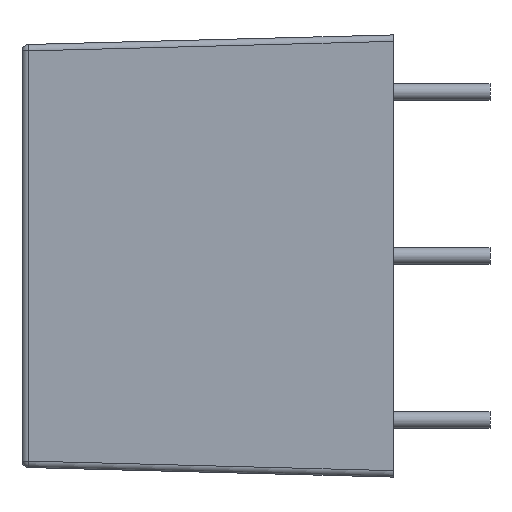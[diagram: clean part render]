
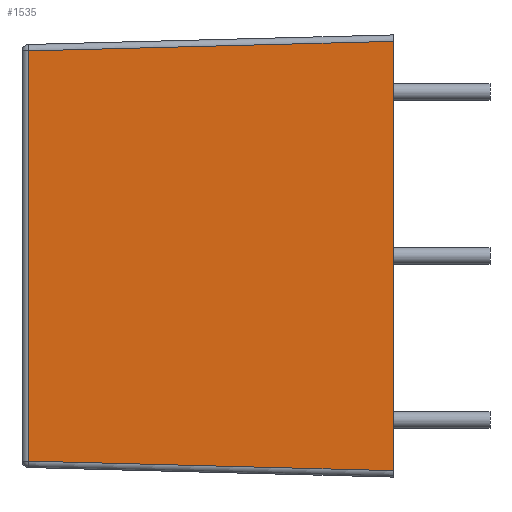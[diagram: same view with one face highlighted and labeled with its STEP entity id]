
A CAD part, left-side view. The second image highlights one B-rep face of the part: STEP entity #1535.
In plain terms, the highlighted planar face has unit normal (-1, 0.026, 0).
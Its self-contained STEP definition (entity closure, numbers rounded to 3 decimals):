
#32 = LINE ( 'NONE', #3608, #2871 ) ;
#172 = VECTOR ( 'NONE', #1566, 1000. ) ;
#439 = AXIS2_PLACEMENT_3D ( 'NONE', #6309, #5190, #1617 ) ;
#475 = FACE_OUTER_BOUND ( 'NONE', #4268, .T. ) ;
#998 = DIRECTION ( 'NONE',  ( 0., 0., 1. ) ) ;
#1028 = VECTOR ( 'NONE', #4330, 1000. ) ;
#1048 = VERTEX_POINT ( 'NONE', #1078 ) ;
#1078 = CARTESIAN_POINT ( 'NONE',  ( -25.658, 22.61, -12.708 ) ) ;
#1282 = DIRECTION ( 'NONE',  ( 0.026, 0.999, -0.026 ) ) ;
#1535 = ADVANCED_FACE ( 'NONE', ( #475 ), #3941, .T. ) ;
#1566 = DIRECTION ( 'NONE',  ( 0., 0., -1. ) ) ;
#1617 = DIRECTION ( 'NONE',  ( 0., 0., 1. ) ) ;
#1860 = CARTESIAN_POINT ( 'NONE',  ( -25.658, 22.61, 12.708 ) ) ;
#1964 = CARTESIAN_POINT ( 'NONE',  ( -26.25, -0.01, -13.3 ) ) ;
#2447 = EDGE_CURVE ( 'NONE', #4170, #7095, #32, .T. ) ;
#2715 = VECTOR ( 'NONE', #998, 1000. ) ;
#2730 = LINE ( 'NONE', #7428, #172 ) ;
#2871 = VECTOR ( 'NONE', #1282, 1000. ) ;
#3272 = ORIENTED_EDGE ( 'NONE', *, *, #3698, .T. ) ;
#3321 = ORIENTED_EDGE ( 'NONE', *, *, #7676, .T. ) ;
#3460 = CARTESIAN_POINT ( 'NONE',  ( -26.25, 0., 13.3 ) ) ;
#3608 = CARTESIAN_POINT ( 'NONE',  ( -26.232, 0.706, 13.282 ) ) ;
#3650 = ORIENTED_EDGE ( 'NONE', *, *, #6824, .T. ) ;
#3655 = VERTEX_POINT ( 'NONE', #5375 ) ;
#3698 = EDGE_CURVE ( 'NONE', #1048, #3655, #3734, .T. ) ;
#3734 = LINE ( 'NONE', #1964, #1028 ) ;
#3941 = PLANE ( 'NONE',  #439 ) ;
#4170 = VERTEX_POINT ( 'NONE', #3460 ) ;
#4268 = EDGE_LOOP ( 'NONE', ( #3321, #5947, #3650, #3272 ) ) ;
#4330 = DIRECTION ( 'NONE',  ( -0.026, -0.999, -0.026 ) ) ;
#4653 = LINE ( 'NONE', #7484, #2715 ) ;
#5190 = DIRECTION ( 'NONE',  ( -1., 0.026, 0. ) ) ;
#5375 = CARTESIAN_POINT ( 'NONE',  ( -26.25, 0., -13.3 ) ) ;
#5947 = ORIENTED_EDGE ( 'NONE', *, *, #2447, .T. ) ;
#6309 = CARTESIAN_POINT ( 'NONE',  ( -26.25, 0., -13.7 ) ) ;
#6824 = EDGE_CURVE ( 'NONE', #7095, #1048, #2730, .T. ) ;
#7095 = VERTEX_POINT ( 'NONE', #1860 ) ;
#7428 = CARTESIAN_POINT ( 'NONE',  ( -25.658, 22.61, -13.098 ) ) ;
#7484 = CARTESIAN_POINT ( 'NONE',  ( -26.25, 0., -13.7 ) ) ;
#7676 = EDGE_CURVE ( 'NONE', #3655, #4170, #4653, .T. ) ;
